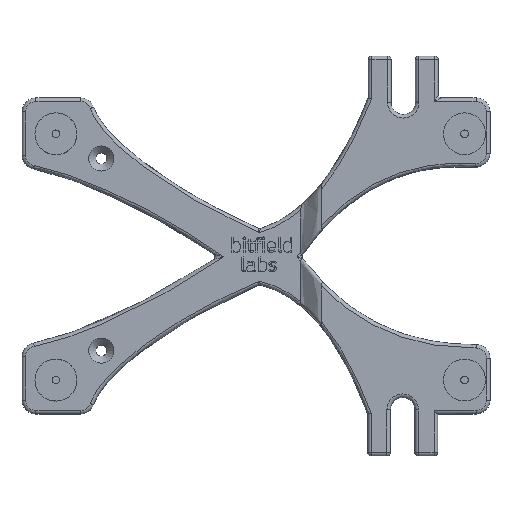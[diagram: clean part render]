
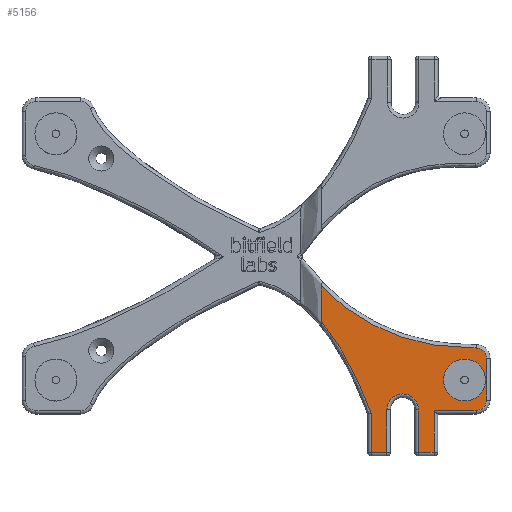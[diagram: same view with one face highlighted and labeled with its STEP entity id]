
A CAD part, top view. The second image highlights one B-rep face of the part: STEP entity #5156.
In plain terms, the highlighted planar face has unit normal (0, 0, 1).
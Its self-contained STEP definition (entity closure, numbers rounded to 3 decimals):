
#3293=CARTESIAN_POINT('',(148.784,33.284,8.));
#3294=VERTEX_POINT('',#3293);
#3328=CARTESIAN_POINT('',(157.783,33.284,8.));
#3329=VERTEX_POINT('',#3328);
#3363=CARTESIAN_POINT('',(162.284,33.284,8.));
#3364=VERTEX_POINT('',#3363);
#3398=CARTESIAN_POINT('',(144.284,33.284,8.));
#3399=VERTEX_POINT('',#3398);
#3443=CARTESIAN_POINT('',(177.284,60.168,8.));
#3444=VERTEX_POINT('',#3443);
#3452=CARTESIAN_POINT('',(177.284,48.284,8.));
#3453=VERTEX_POINT('',#3452);
#3454=CARTESIAN_POINT('',(177.284,48.284,8.));
#3455=DIRECTION('',(-0.,1.,-0.));
#3456=VECTOR('',#3455,11.883);
#3457=LINE('',#3454,#3456);
#3458=EDGE_CURVE('',#3453,#3444,#3457,.T.);
#3476=CARTESIAN_POINT('',(174.284,45.284,8.));
#3477=VERTEX_POINT('',#3476);
#3478=CARTESIAN_POINT('',(174.284,48.284,8.));
#3479=DIRECTION('',(-0.,-0.,-1.));
#3480=DIRECTION('',(1.,0.,-0.));
#3481=AXIS2_PLACEMENT_3D('',#3478,#3479,#3480);
#3482=CIRCLE('',#3481,3.);
#3483=EDGE_CURVE('',#3453,#3477,#3482,.T.);
#3518=CARTESIAN_POINT('',(162.284,45.284,8.));
#3519=VERTEX_POINT('',#3518);
#3520=CARTESIAN_POINT('',(162.284,45.284,8.));
#3521=DIRECTION('',(1.,-0.,0.));
#3522=VECTOR('',#3521,12.);
#3523=LINE('',#3520,#3522);
#3524=EDGE_CURVE('',#3519,#3477,#3523,.T.);
#3541=CARTESIAN_POINT('',(162.284,33.284,8.));
#3542=DIRECTION('',(-0.,1.,0.));
#3543=VECTOR('',#3542,12.);
#3544=LINE('',#3541,#3543);
#3545=EDGE_CURVE('',#3364,#3519,#3544,.T.);
#3570=CARTESIAN_POINT('',(157.783,33.284,8.));
#3571=DIRECTION('',(1.,-0.,0.));
#3572=VECTOR('',#3571,4.501);
#3573=LINE('',#3570,#3572);
#3574=EDGE_CURVE('',#3329,#3364,#3573,.T.);
#3594=CARTESIAN_POINT('',(157.783,45.437,8.));
#3595=VERTEX_POINT('',#3594);
#3596=CARTESIAN_POINT('',(157.783,45.437,8.));
#3597=DIRECTION('',(0.,-1.,0.));
#3598=VECTOR('',#3597,12.153);
#3599=LINE('',#3596,#3598);
#3600=EDGE_CURVE('',#3595,#3329,#3599,.T.);
#3634=CARTESIAN_POINT('',(157.784,45.534,8.));
#3635=VERTEX_POINT('',#3634);
#3643=CARTESIAN_POINT('',(148.784,45.526,8.));
#3644=VERTEX_POINT('',#3643);
#3645=CARTESIAN_POINT('',(153.284,45.534,8.));
#3646=DIRECTION('',(-0.,-0.,-1.));
#3647=DIRECTION('',(1.,0.,-0.));
#3648=AXIS2_PLACEMENT_3D('',#3645,#3646,#3647);
#3649=CIRCLE('',#3648,4.5);
#3650=EDGE_CURVE('',#3644,#3635,#3649,.T.);
#3685=CARTESIAN_POINT('',(148.784,33.284,8.));
#3686=DIRECTION('',(-0.,1.,-0.));
#3687=VECTOR('',#3686,12.241);
#3688=LINE('',#3685,#3687);
#3689=EDGE_CURVE('',#3294,#3644,#3688,.T.);
#3707=CARTESIAN_POINT('',(144.284,33.284,8.));
#3708=DIRECTION('',(1.,-0.,0.));
#3709=VECTOR('',#3708,4.5);
#3710=LINE('',#3707,#3709);
#3711=EDGE_CURVE('',#3399,#3294,#3710,.T.);
#4134=CARTESIAN_POINT('',(144.284,44.464,8.));
#4135=VERTEX_POINT('',#4134);
#4136=CARTESIAN_POINT('',(144.284,44.464,8.));
#4137=DIRECTION('',(0.,-1.,0.));
#4138=VECTOR('',#4137,11.18);
#4139=LINE('',#4136,#4138);
#4140=EDGE_CURVE('',#4135,#3399,#4139,.T.);
#4172=CARTESIAN_POINT('',(174.283,63.168,8.));
#4173=VERTEX_POINT('',#4172);
#4181=CARTESIAN_POINT('',(174.284,60.168,8.));
#4182=DIRECTION('',(-0.,-0.,-1.));
#4183=DIRECTION('',(1.,0.,-0.));
#4184=AXIS2_PLACEMENT_3D('',#4181,#4182,#4183);
#4185=CIRCLE('',#4184,3.);
#4186=EDGE_CURVE('',#4173,#3444,#4185,.T.);
#4559=CARTESIAN_POINT('',(130.,80.955,8.));
#4560=VERTEX_POINT('',#4559);
#4586=CARTESIAN_POINT('',(174.283,63.168,8.));
#4587=CARTESIAN_POINT('',(172.233,63.167,8.));
#4588=CARTESIAN_POINT('',(170.183,63.228,8.));
#4589=CARTESIAN_POINT('',(168.134,63.377,8.));
#4590=CARTESIAN_POINT('',(167.109,63.452,8.));
#4591=CARTESIAN_POINT('',(166.087,63.548,8.));
#4592=CARTESIAN_POINT('',(165.07,63.667,8.));
#4593=CARTESIAN_POINT('',(164.053,63.786,8.));
#4594=CARTESIAN_POINT('',(163.04,63.929,8.));
#4595=CARTESIAN_POINT('',(162.032,64.096,8.));
#4596=CARTESIAN_POINT('',(160.016,64.43,8.));
#4597=CARTESIAN_POINT('',(158.019,64.862,8.));
#4598=CARTESIAN_POINT('',(156.042,65.401,8.));
#4599=CARTESIAN_POINT('',(155.548,65.535,8.));
#4600=CARTESIAN_POINT('',(155.055,65.677,8.));
#4601=CARTESIAN_POINT('',(154.563,65.825,8.));
#4602=CARTESIAN_POINT('',(154.072,65.974,8.));
#4603=CARTESIAN_POINT('',(153.581,66.129,8.));
#4604=CARTESIAN_POINT('',(153.093,66.291,8.));
#4605=CARTESIAN_POINT('',(152.118,66.614,8.));
#4606=CARTESIAN_POINT('',(151.152,66.964,8.));
#4607=CARTESIAN_POINT('',(150.198,67.34,8.));
#4608=CARTESIAN_POINT('',(149.243,67.716,8.));
#4609=CARTESIAN_POINT('',(148.3,68.119,8.));
#4610=CARTESIAN_POINT('',(147.366,68.548,8.));
#4611=CARTESIAN_POINT('',(146.433,68.978,8.));
#4612=CARTESIAN_POINT('',(145.51,69.434,8.));
#4613=CARTESIAN_POINT('',(144.605,69.914,8.));
#4614=CARTESIAN_POINT('',(142.794,70.873,8.));
#4615=CARTESIAN_POINT('',(141.049,71.926,8.));
#4616=CARTESIAN_POINT('',(139.365,73.07,8.));
#4617=CARTESIAN_POINT('',(137.681,74.213,8.));
#4618=CARTESIAN_POINT('',(136.059,75.447,8.));
#4619=CARTESIAN_POINT('',(134.495,76.766,8.));
#4620=CARTESIAN_POINT('',(134.104,77.096,8.));
#4621=CARTESIAN_POINT('',(133.717,77.431,8.));
#4622=CARTESIAN_POINT('',(133.333,77.771,8.));
#4623=CARTESIAN_POINT('',(132.95,78.112,8.));
#4624=CARTESIAN_POINT('',(132.569,78.458,8.));
#4625=CARTESIAN_POINT('',(132.194,78.808,8.));
#4626=CARTESIAN_POINT('',(131.443,79.508,8.));
#4627=CARTESIAN_POINT('',(130.713,80.224,8.));
#4628=CARTESIAN_POINT('',(130.,80.955,8.));
#4629=B_SPLINE_CURVE_WITH_KNOTS('',3,(#4586,#4587,#4588,#4589,#4590,#4591,#4592,#4593,#4594,#4595,#4596,#4597,#4598,#4599,#4600,#4601,#4602,#4603,#4604,#4605,#4606,#4607,#4608,#4609,#4610,#4611,
#4612,#4613,#4614,#4615,#4616,#4617,#4618,#4619,#4620,#4621,#4622,#4623,#4624,#4625,#4626,#4627,#4628),.UNSPECIFIED.,.F.,.F.,(4,3,3,3,3,3,3,3,3,3,3,3,3,3,4),(0.016,0.022,0.025,0.028,0.034,0.036,0.037,0.04,0.043,0.046,0.052,0.059,0.06,0.062,0.065),.UNSPECIFIED.);
#4630=EDGE_CURVE('',#4173,#4560,#4629,.T.);
#4990=CARTESIAN_POINT('',(130.,70.786,8.));
#4991=VERTEX_POINT('',#4990);
#4992=CARTESIAN_POINT('',(130.,70.786,8.));
#4993=CARTESIAN_POINT('',(130.408,70.306,8.));
#4994=CARTESIAN_POINT('',(130.808,69.818,8.));
#4995=CARTESIAN_POINT('',(131.197,69.325,8.));
#4996=CARTESIAN_POINT('',(131.587,68.832,8.));
#4997=CARTESIAN_POINT('',(131.967,68.332,8.));
#4998=CARTESIAN_POINT('',(132.339,67.828,8.));
#4999=CARTESIAN_POINT('',(133.084,66.818,8.));
#5000=CARTESIAN_POINT('',(133.794,65.787,8.));
#5001=CARTESIAN_POINT('',(134.476,64.737,8.));
#5002=CARTESIAN_POINT('',(135.84,62.638,8.));
#5003=CARTESIAN_POINT('',(137.091,60.464,8.));
#5004=CARTESIAN_POINT('',(138.256,58.235,8.));
#5005=CARTESIAN_POINT('',(138.838,57.121,8.));
#5006=CARTESIAN_POINT('',(139.397,55.995,8.));
#5007=CARTESIAN_POINT('',(139.936,54.862,8.));
#5008=CARTESIAN_POINT('',(140.474,53.728,8.));
#5009=CARTESIAN_POINT('',(140.991,52.587,8.));
#5010=CARTESIAN_POINT('',(141.491,51.438,8.));
#5011=CARTESIAN_POINT('',(141.99,50.289,8.));
#5012=CARTESIAN_POINT('',(142.471,49.133,8.));
#5013=CARTESIAN_POINT('',(142.936,47.97,8.));
#5014=CARTESIAN_POINT('',(143.168,47.389,8.));
#5015=CARTESIAN_POINT('',(143.397,46.806,8.));
#5016=CARTESIAN_POINT('',(143.622,46.222,8.));
#5017=CARTESIAN_POINT('',(143.846,45.637,8.));
#5018=CARTESIAN_POINT('',(144.066,45.051,8.));
#5019=CARTESIAN_POINT('',(144.284,44.464,8.));
#5020=B_SPLINE_CURVE_WITH_KNOTS('',3,(#4992,#4993,#4994,#4995,#4996,#4997,#4998,#4999,#5000,#5001,#5002,#5003,#5004,#5005,#5006,#5007,#5008,#5009,#5010,#5011,#5012,#5013,#5014,#5015,#5016,#5017,
#5018,#5019),.UNSPECIFIED.,.F.,.F.,(4,3,3,3,3,3,3,3,3,4),(0.027,0.029,0.03,0.034,0.042,0.045,0.049,0.053,0.055,0.057),.UNSPECIFIED.);
#5021=EDGE_CURVE('',#4991,#4135,#5020,.T.);
#5112=CARTESIAN_POINT('',(0.,0.,8.));
#5113=DIRECTION('',(0.,0.,1.));
#5114=DIRECTION('',(1.,0.,0.));
#5115=AXIS2_PLACEMENT_3D('',#5112,#5113,#5114);
#5116=PLANE('',#5115);
#5117=CARTESIAN_POINT('',(173.1,54.,8.));
#5118=VERTEX_POINT('',#5117);
#5119=CARTESIAN_POINT('',(171.,54.,8.));
#5120=DIRECTION('',(0.,0.,1.));
#5121=DIRECTION('',(1.,0.,-0.));
#5122=AXIS2_PLACEMENT_3D('',#5119,#5120,#5121);
#5123=CIRCLE('',#5122,2.1);
#5124=EDGE_CURVE('',#5118,#5118,#5123,.T.);
#5125=ORIENTED_EDGE('',*,*,#5124,.F.);
#5126=EDGE_LOOP('',(#5125));
#5127=FACE_BOUND('',#5126,.T.);
#5128=ORIENTED_EDGE('',*,*,#4630,.T.);
#5129=CARTESIAN_POINT('',(130.,80.955,8.));
#5130=DIRECTION('',(0.,-1.,0.));
#5131=VECTOR('',#5130,10.169);
#5132=LINE('',#5129,#5131);
#5133=EDGE_CURVE('',#4560,#4991,#5132,.T.);
#5134=ORIENTED_EDGE('',*,*,#5133,.T.);
#5135=ORIENTED_EDGE('',*,*,#5021,.T.);
#5136=ORIENTED_EDGE('',*,*,#4140,.T.);
#5137=ORIENTED_EDGE('',*,*,#3711,.T.);
#5138=ORIENTED_EDGE('',*,*,#3689,.T.);
#5139=ORIENTED_EDGE('',*,*,#3650,.T.);
#5140=CARTESIAN_POINT('',(153.284,45.534,8.));
#5141=DIRECTION('',(-0.,-0.,-1.));
#5142=DIRECTION('',(1.,0.,-0.));
#5143=AXIS2_PLACEMENT_3D('',#5140,#5141,#5142);
#5144=CIRCLE('',#5143,4.5);
#5145=EDGE_CURVE('',#3635,#3595,#5144,.T.);
#5146=ORIENTED_EDGE('',*,*,#5145,.T.);
#5147=ORIENTED_EDGE('',*,*,#3600,.T.);
#5148=ORIENTED_EDGE('',*,*,#3574,.T.);
#5149=ORIENTED_EDGE('',*,*,#3545,.T.);
#5150=ORIENTED_EDGE('',*,*,#3524,.T.);
#5151=ORIENTED_EDGE('',*,*,#3483,.F.);
#5152=ORIENTED_EDGE('',*,*,#3458,.T.);
#5153=ORIENTED_EDGE('',*,*,#4186,.F.);
#5154=EDGE_LOOP('',(#5128,#5134,#5135,#5136,#5137,#5138,#5139,#5146,#5147,#5148,#5149,#5150,#5151,#5152,#5153));
#5155=FACE_BOUND('',#5154,.T.);
#5156=ADVANCED_FACE('',(#5127,#5155),#5116,.T.);
